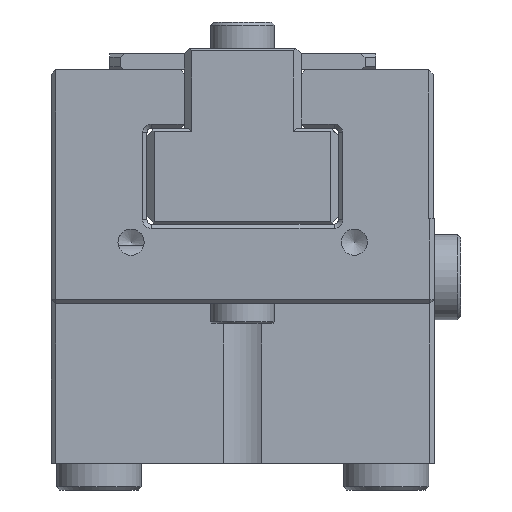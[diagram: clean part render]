
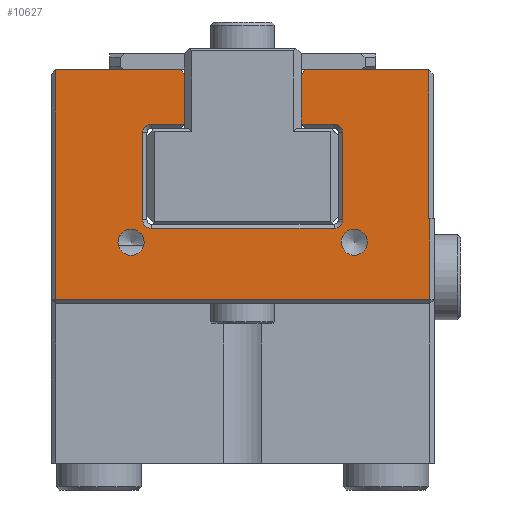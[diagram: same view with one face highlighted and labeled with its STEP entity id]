
A CAD part, left-side view. The second image highlights one B-rep face of the part: STEP entity #10627.
In plain terms, the highlighted planar face has unit normal (-1, 0, 0).
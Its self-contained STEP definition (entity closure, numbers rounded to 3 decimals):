
#541=FACE_BOUND('',#1894,.T.);
#542=FACE_BOUND('',#1895,.T.);
#744=PLANE('',#11733);
#1267=FACE_OUTER_BOUND('',#1893,.T.);
#1893=EDGE_LOOP('',(#8412,#8413,#8414,#8415,#8416,#8417,#8418,#8419,#8420,
#8421,#8422,#8423,#8424,#8425,#8426,#8427,#8428,#8429,#8430,#8431));
#1894=EDGE_LOOP('',(#8432,#8433));
#1895=EDGE_LOOP('',(#8434,#8435));
#2565=LINE('',#17020,#3432);
#2585=LINE('',#17068,#3452);
#2588=LINE('',#17079,#3455);
#2592=LINE('',#17091,#3459);
#2596=LINE('',#17103,#3463);
#2600=LINE('',#17115,#3467);
#2673=LINE('',#17388,#3540);
#2678=LINE('',#17397,#3545);
#2680=LINE('',#17401,#3547);
#2688=LINE('',#17422,#3555);
#2695=LINE('',#17435,#3562);
#2696=LINE('',#17437,#3563);
#2697=LINE('',#17438,#3564);
#2698=LINE('',#17440,#3565);
#2699=LINE('',#17442,#3566);
#2700=LINE('',#17443,#3567);
#3432=VECTOR('',#13341,10.);
#3452=VECTOR('',#13375,10.);
#3455=VECTOR('',#13386,10.);
#3459=VECTOR('',#13398,10.);
#3463=VECTOR('',#13410,10.);
#3467=VECTOR('',#13422,10.);
#3540=VECTOR('',#13619,10.);
#3545=VECTOR('',#13628,10.);
#3547=VECTOR('',#13634,10.);
#3555=VECTOR('',#13656,10.);
#3562=VECTOR('',#13669,10.);
#3563=VECTOR('',#13670,10.);
#3564=VECTOR('',#13671,10.);
#3565=VECTOR('',#13672,10.);
#3566=VECTOR('',#13673,10.);
#3567=VECTOR('',#13674,10.);
#4199=CIRCLE('',#11554,1.23);
#4200=CIRCLE('',#11555,1.23);
#4243=CIRCLE('',#11617,1.23);
#4244=CIRCLE('',#11618,1.23);
#4254=CIRCLE('',#11644,0.8);
#4256=CIRCLE('',#11648,0.8);
#4258=CIRCLE('',#11652,0.8);
#4260=CIRCLE('',#11656,0.8);
#4807=VERTEX_POINT('',#16627);
#4808=VERTEX_POINT('',#16628);
#4915=VERTEX_POINT('',#16950);
#4916=VERTEX_POINT('',#16951);
#4938=VERTEX_POINT('',#17017);
#4939=VERTEX_POINT('',#17019);
#4956=VERTEX_POINT('',#17057);
#4957=VERTEX_POINT('',#17061);
#4960=VERTEX_POINT('',#17066);
#4962=VERTEX_POINT('',#17072);
#4964=VERTEX_POINT('',#17077);
#4966=VERTEX_POINT('',#17084);
#4968=VERTEX_POINT('',#17089);
#4970=VERTEX_POINT('',#17096);
#4972=VERTEX_POINT('',#17101);
#4974=VERTEX_POINT('',#17108);
#4976=VERTEX_POINT('',#17113);
#5054=VERTEX_POINT('',#17384);
#5055=VERTEX_POINT('',#17391);
#5062=VERTEX_POINT('',#17421);
#5065=VERTEX_POINT('',#17434);
#5066=VERTEX_POINT('',#17436);
#5067=VERTEX_POINT('',#17439);
#5068=VERTEX_POINT('',#17441);
#5991=EDGE_CURVE('',#4807,#4808,#4199,.T.);
#5992=EDGE_CURVE('',#4808,#4807,#4200,.T.);
#6115=EDGE_CURVE('',#4915,#4916,#4243,.T.);
#6116=EDGE_CURVE('',#4916,#4915,#4244,.T.);
#6148=EDGE_CURVE('',#4939,#4938,#2565,.T.);
#6172=EDGE_CURVE('',#4960,#4957,#2585,.T.);
#6175=EDGE_CURVE('',#4962,#4960,#4254,.T.);
#6177=EDGE_CURVE('',#4964,#4962,#2588,.T.);
#6181=EDGE_CURVE('',#4966,#4964,#4256,.T.);
#6183=EDGE_CURVE('',#4968,#4966,#2592,.T.);
#6187=EDGE_CURVE('',#4970,#4968,#4258,.T.);
#6189=EDGE_CURVE('',#4972,#4970,#2596,.T.);
#6193=EDGE_CURVE('',#4974,#4972,#4260,.T.);
#6195=EDGE_CURVE('',#4976,#4974,#2600,.T.);
#6307=EDGE_CURVE('',#4939,#5054,#2673,.T.);
#6312=EDGE_CURVE('',#5055,#4956,#2678,.T.);
#6314=EDGE_CURVE('',#5054,#5055,#2680,.T.);
#6325=EDGE_CURVE('',#5062,#4938,#2688,.T.);
#6332=EDGE_CURVE('',#4976,#5065,#2695,.T.);
#6333=EDGE_CURVE('',#5066,#5065,#2696,.T.);
#6334=EDGE_CURVE('',#4956,#5066,#2697,.T.);
#6335=EDGE_CURVE('',#5067,#5062,#2698,.T.);
#6336=EDGE_CURVE('',#5068,#5067,#2699,.T.);
#6337=EDGE_CURVE('',#5068,#4957,#2700,.T.);
#8412=ORIENTED_EDGE('',*,*,#6195,.F.);
#8413=ORIENTED_EDGE('',*,*,#6332,.T.);
#8414=ORIENTED_EDGE('',*,*,#6333,.F.);
#8415=ORIENTED_EDGE('',*,*,#6334,.F.);
#8416=ORIENTED_EDGE('',*,*,#6312,.F.);
#8417=ORIENTED_EDGE('',*,*,#6314,.F.);
#8418=ORIENTED_EDGE('',*,*,#6307,.F.);
#8419=ORIENTED_EDGE('',*,*,#6148,.T.);
#8420=ORIENTED_EDGE('',*,*,#6325,.F.);
#8421=ORIENTED_EDGE('',*,*,#6335,.F.);
#8422=ORIENTED_EDGE('',*,*,#6336,.F.);
#8423=ORIENTED_EDGE('',*,*,#6337,.T.);
#8424=ORIENTED_EDGE('',*,*,#6172,.F.);
#8425=ORIENTED_EDGE('',*,*,#6175,.F.);
#8426=ORIENTED_EDGE('',*,*,#6177,.F.);
#8427=ORIENTED_EDGE('',*,*,#6181,.F.);
#8428=ORIENTED_EDGE('',*,*,#6183,.F.);
#8429=ORIENTED_EDGE('',*,*,#6187,.F.);
#8430=ORIENTED_EDGE('',*,*,#6189,.F.);
#8431=ORIENTED_EDGE('',*,*,#6193,.F.);
#8432=ORIENTED_EDGE('',*,*,#6115,.T.);
#8433=ORIENTED_EDGE('',*,*,#6116,.T.);
#8434=ORIENTED_EDGE('',*,*,#5991,.T.);
#8435=ORIENTED_EDGE('',*,*,#5992,.T.);
#10627=ADVANCED_FACE('',(#1267,#541,#542),#744,.T.);
#11554=AXIS2_PLACEMENT_3D('',#16629,#13096,#13097);
#11555=AXIS2_PLACEMENT_3D('',#16630,#13098,#13099);
#11617=AXIS2_PLACEMENT_3D('',#16952,#13278,#13279);
#11618=AXIS2_PLACEMENT_3D('',#16953,#13280,#13281);
#11644=AXIS2_PLACEMENT_3D('',#17074,#13381,#13382);
#11648=AXIS2_PLACEMENT_3D('',#17086,#13393,#13394);
#11652=AXIS2_PLACEMENT_3D('',#17098,#13405,#13406);
#11656=AXIS2_PLACEMENT_3D('',#17110,#13417,#13418);
#11733=AXIS2_PLACEMENT_3D('',#17433,#13667,#13668);
#13096=DIRECTION('center_axis',(1.,0.,0.));
#13097=DIRECTION('ref_axis',(0.,0.,-1.));
#13098=DIRECTION('center_axis',(1.,0.,0.));
#13099=DIRECTION('ref_axis',(0.,0.,-1.));
#13278=DIRECTION('center_axis',(1.,0.,0.));
#13279=DIRECTION('ref_axis',(0.,0.,-1.));
#13280=DIRECTION('center_axis',(1.,0.,0.));
#13281=DIRECTION('ref_axis',(0.,0.,-1.));
#13341=DIRECTION('',(0.,1.,0.));
#13375=DIRECTION('',(0.,1.,0.));
#13381=DIRECTION('center_axis',(-1.,0.,0.));
#13382=DIRECTION('ref_axis',(0.,-0.707,0.707));
#13386=DIRECTION('',(0.,0.,1.));
#13393=DIRECTION('center_axis',(-1.,0.,0.));
#13394=DIRECTION('ref_axis',(0.,-0.707,-0.707));
#13398=DIRECTION('',(0.,-1.,0.));
#13405=DIRECTION('center_axis',(-1.,0.,0.));
#13406=DIRECTION('ref_axis',(0.,0.707,-0.707));
#13410=DIRECTION('',(0.,0.,-1.));
#13417=DIRECTION('center_axis',(-1.,0.,0.));
#13418=DIRECTION('ref_axis',(0.,0.707,0.707));
#13422=DIRECTION('',(0.,1.,0.));
#13619=DIRECTION('',(0.,0.,-1.));
#13628=DIRECTION('',(0.,0.,1.));
#13634=DIRECTION('',(0.,1.,0.));
#13656=DIRECTION('',(0.,0.,-1.));
#13667=DIRECTION('center_axis',(-1.,0.,0.));
#13668=DIRECTION('ref_axis',(0.,-1.,0.));
#13669=DIRECTION('',(0.,0.,1.));
#13670=DIRECTION('',(0.,-0.707,-0.707));
#13671=DIRECTION('',(0.,-1.,0.));
#13672=DIRECTION('',(0.,-1.,0.));
#13673=DIRECTION('',(0.,-0.707,0.707));
#13674=DIRECTION('',(0.,0.,-1.));
#16627=CARTESIAN_POINT('',(-38.,10.5,19.571));
#16628=CARTESIAN_POINT('',(-38.,10.5,22.03));
#16629=CARTESIAN_POINT('Origin',(-38.,10.5,20.8));
#16630=CARTESIAN_POINT('Origin',(-38.,10.5,20.8));
#16950=CARTESIAN_POINT('',(-38.,-10.5,19.571));
#16951=CARTESIAN_POINT('',(-38.,-10.5,22.03));
#16952=CARTESIAN_POINT('Origin',(-38.,-10.5,20.8));
#16953=CARTESIAN_POINT('Origin',(-38.,-10.5,20.8));
#17017=CARTESIAN_POINT('',(-38.,-17.5,23.));
#17019=CARTESIAN_POINT('',(-38.,-17.6,23.));
#17020=CARTESIAN_POINT('',(-38.,0.,23.));
#17057=CARTESIAN_POINT('',(-38.,17.6,37.));
#17061=CARTESIAN_POINT('',(-38.,-5.5,31.9));
#17066=CARTESIAN_POINT('',(-38.,-8.6,31.9));
#17068=CARTESIAN_POINT('',(-38.,6.25,31.9));
#17072=CARTESIAN_POINT('',(-38.,-9.4,31.1));
#17074=CARTESIAN_POINT('Origin',(-38.,-8.6,31.1));
#17077=CARTESIAN_POINT('',(-38.,-9.4,22.9));
#17079=CARTESIAN_POINT('',(-38.,-9.4,15.75));
#17084=CARTESIAN_POINT('',(-38.,-8.6,22.1));
#17086=CARTESIAN_POINT('Origin',(-38.,-8.6,22.9));
#17089=CARTESIAN_POINT('',(-38.,8.6,22.1));
#17091=CARTESIAN_POINT('',(-38.,4.5,22.1));
#17096=CARTESIAN_POINT('',(-38.,9.4,22.9));
#17098=CARTESIAN_POINT('Origin',(-38.,8.6,22.9));
#17101=CARTESIAN_POINT('',(-38.,9.4,31.1));
#17103=CARTESIAN_POINT('',(-38.,9.4,11.25));
#17108=CARTESIAN_POINT('',(-38.,8.6,31.9));
#17110=CARTESIAN_POINT('Origin',(-38.,8.6,31.1));
#17113=CARTESIAN_POINT('',(-38.,5.5,31.9));
#17115=CARTESIAN_POINT('',(-38.,13.5,31.9));
#17384=CARTESIAN_POINT('',(-38.,-17.6,15.4));
#17388=CARTESIAN_POINT('',(-38.,-17.6,0.));
#17391=CARTESIAN_POINT('',(-38.,17.6,15.4));
#17397=CARTESIAN_POINT('',(-38.,17.6,0.));
#17401=CARTESIAN_POINT('',(-38.,9.,15.4));
#17421=CARTESIAN_POINT('',(-38.,-17.5,37.));
#17422=CARTESIAN_POINT('',(-38.,-17.5,18.125));
#17433=CARTESIAN_POINT('Origin',(-38.,18.,0.));
#17434=CARTESIAN_POINT('',(-38.,5.5,36.6));
#17435=CARTESIAN_POINT('',(-38.,5.5,15.75));
#17436=CARTESIAN_POINT('',(-38.,5.9,37.));
#17437=CARTESIAN_POINT('',(-38.,-0.425,30.675));
#17438=CARTESIAN_POINT('',(-38.,18.,37.));
#17439=CARTESIAN_POINT('',(-38.,-5.9,37.));
#17440=CARTESIAN_POINT('',(-38.,18.,37.));
#17441=CARTESIAN_POINT('',(-38.,-5.5,36.6));
#17442=CARTESIAN_POINT('',(-38.,9.425,21.675));
#17443=CARTESIAN_POINT('',(-38.,-5.5,21.435));
